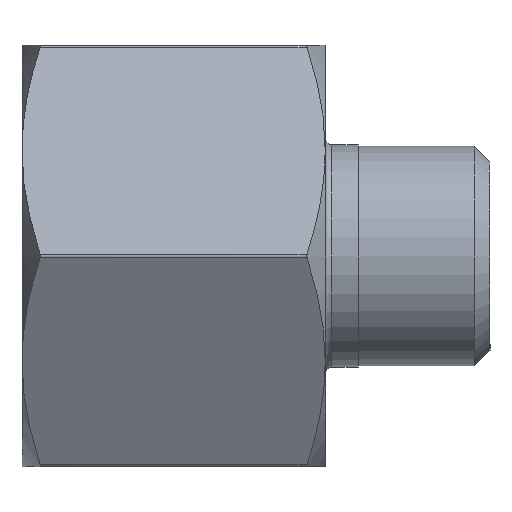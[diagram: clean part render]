
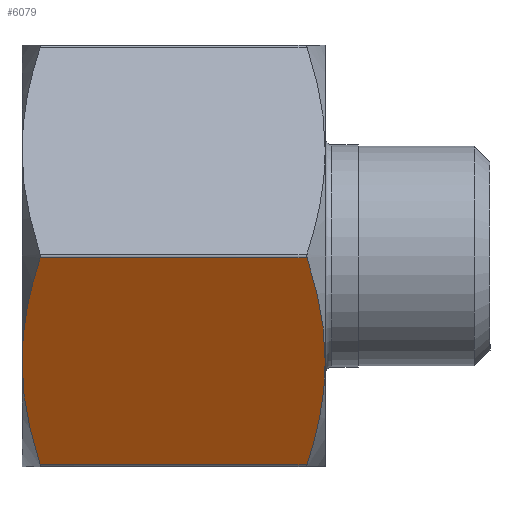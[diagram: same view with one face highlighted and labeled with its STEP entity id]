
A CAD part, front view. The second image highlights one B-rep face of the part: STEP entity #6079.
In plain terms, the highlighted planar face has unit normal (0, -0.866, -0.5).
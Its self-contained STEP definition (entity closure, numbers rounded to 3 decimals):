
#2028 = CARTESIAN_POINT ( 'NONE',  ( 1.379, -18.389, -0.15 ) ) ;
#2048 = CARTESIAN_POINT ( 'NONE',  ( 21.621, -9.324, -15.85 ) ) ;
#2075 = CARTESIAN_POINT ( 'NONE',  ( 0., -13.856, -8. ) ) ;
#2087 = CARTESIAN_POINT ( 'NONE',  ( 1.379, -9.324, -15.85 ) ) ;
#2104 = CARTESIAN_POINT ( 'NONE',  ( 21.621, -18.389, -0.15 ) ) ;
#2107 = CARTESIAN_POINT ( 'NONE',  ( 23., -13.856, -8. ) ) ;
#2443 =( BOUNDED_CURVE ( )  B_SPLINE_CURVE ( 2, ( #8265, #8271, #8272 ),
 .UNSPECIFIED., .F., .T. ) 
 B_SPLINE_CURVE_WITH_KNOTS ( ( 3, 3 ),
 ( 0.387, 1.363 ),
 .UNSPECIFIED. ) 
 CURVE ( )  GEOMETRIC_REPRESENTATION_ITEM ( )  RATIONAL_B_SPLINE_CURVE ( ( 1.029, 1.052, 1. ) ) 
 REPRESENTATION_ITEM ( '' )  );
#2446 =( BOUNDED_CURVE ( )  B_SPLINE_CURVE ( 2, ( #10034, #9989, #9969 ),
 .UNSPECIFIED., .F., .T. ) 
 B_SPLINE_CURVE_WITH_KNOTS ( ( 3, 3 ),
 ( 1.363, 2.339 ),
 .UNSPECIFIED. ) 
 CURVE ( )  GEOMETRIC_REPRESENTATION_ITEM ( )  RATIONAL_B_SPLINE_CURVE ( ( 1., 1.052, 1.029 ) ) 
 REPRESENTATION_ITEM ( '' )  );
#2450 =( BOUNDED_CURVE ( )  B_SPLINE_CURVE ( 2, ( #4619, #4585, #4576 ),
 .UNSPECIFIED., .F., .T. ) 
 B_SPLINE_CURVE_WITH_KNOTS ( ( 3, 3 ),
 ( 0.387, 1.363 ),
 .UNSPECIFIED. ) 
 CURVE ( )  GEOMETRIC_REPRESENTATION_ITEM ( )  RATIONAL_B_SPLINE_CURVE ( ( 1.029, 1.052, 1. ) ) 
 REPRESENTATION_ITEM ( '' )  );
#2456 =( BOUNDED_CURVE ( )  B_SPLINE_CURVE ( 2, ( #10046, #10115, #10059 ),
 .UNSPECIFIED., .F., .T. ) 
 B_SPLINE_CURVE_WITH_KNOTS ( ( 3, 3 ),
 ( 1.363, 2.339 ),
 .UNSPECIFIED. ) 
 CURVE ( )  GEOMETRIC_REPRESENTATION_ITEM ( )  RATIONAL_B_SPLINE_CURVE ( ( 1., 1.052, 1.029 ) ) 
 REPRESENTATION_ITEM ( '' )  );
#2464 = CARTESIAN_POINT ( 'NONE',  ( 11.5, -9.238, -16. ) ) ;
#2481 = DIRECTION ( 'NONE',  ( 0., -0.5, 0.866 ) ) ;
#2499 = DIRECTION ( 'NONE',  ( 0., -0.866, -0.5 ) ) ;
#3242 = PLANE ( 'NONE',  #8655 ) ;
#3249 = FACE_OUTER_BOUND ( 'NONE', #10653, .T. ) ;
#4576 = CARTESIAN_POINT ( 'NONE',  ( 0., -13.856, -8. ) ) ;
#4585 = CARTESIAN_POINT ( 'NONE',  ( 0., -15.965, -4.348 ) ) ;
#4619 = CARTESIAN_POINT ( 'NONE',  ( 1.379, -18.389, -0.15 ) ) ;
#6079 = ADVANCED_FACE ( 'NONE', ( #3249 ), #3242, .T. ) ;
#6656 = EDGE_CURVE ( 'NONE', #11023, #11031, #2446, .T. ) ;
#6675 = EDGE_CURVE ( 'NONE', #11036, #11030, #2456, .T. ) ;
#6706 = EDGE_CURVE ( 'NONE', #11019, #11036, #2443, .T. ) ;
#6728 = EDGE_CURVE ( 'NONE', #11019, #11031, #8552, .T. ) ;
#6764 = EDGE_CURVE ( 'NONE', #10997, #11030, #8807, .T. ) ;
#6775 = EDGE_CURVE ( 'NONE', #10997, #11023, #2450, .T. ) ;
#7227 = ORIENTED_EDGE ( 'NONE', *, *, #6775, .T. ) ;
#7228 = ORIENTED_EDGE ( 'NONE', *, *, #6706, .T. ) ;
#7233 = ORIENTED_EDGE ( 'NONE', *, *, #6675, .T. ) ;
#7239 = ORIENTED_EDGE ( 'NONE', *, *, #6728, .F. ) ;
#7240 = ORIENTED_EDGE ( 'NONE', *, *, #6656, .T. ) ;
#7251 = ORIENTED_EDGE ( 'NONE', *, *, #6764, .F. ) ;
#8265 = CARTESIAN_POINT ( 'NONE',  ( 21.621, -9.324, -15.85 ) ) ;
#8271 = CARTESIAN_POINT ( 'NONE',  ( 23., -11.748, -11.652 ) ) ;
#8272 = CARTESIAN_POINT ( 'NONE',  ( 23., -13.856, -8. ) ) ;
#8507 = CARTESIAN_POINT ( 'NONE',  ( 11.5, -9.324, -15.85 ) ) ;
#8539 = DIRECTION ( 'NONE',  ( -1., 0., 0. ) ) ;
#8552 = LINE ( 'NONE', #8507, #9273 ) ;
#8655 = AXIS2_PLACEMENT_3D ( 'NONE', #2464, #2499, #2481 ) ;
#8752 = CARTESIAN_POINT ( 'NONE',  ( 11.5, -18.389, -0.15 ) ) ;
#8795 = DIRECTION ( 'NONE',  ( 1., 0., 0. ) ) ;
#8807 = LINE ( 'NONE', #8752, #9382 ) ;
#9273 = VECTOR ( 'NONE', #8539, 1000. ) ;
#9382 = VECTOR ( 'NONE', #8795, 1000. ) ;
#9969 = CARTESIAN_POINT ( 'NONE',  ( 1.379, -9.324, -15.85 ) ) ;
#9989 = CARTESIAN_POINT ( 'NONE',  ( 0., -11.748, -11.652 ) ) ;
#10034 = CARTESIAN_POINT ( 'NONE',  ( 0., -13.856, -8. ) ) ;
#10046 = CARTESIAN_POINT ( 'NONE',  ( 23., -13.856, -8. ) ) ;
#10059 = CARTESIAN_POINT ( 'NONE',  ( 21.621, -18.389, -0.15 ) ) ;
#10115 = CARTESIAN_POINT ( 'NONE',  ( 23., -15.965, -4.348 ) ) ;
#10653 = EDGE_LOOP ( 'NONE', ( #7239, #7228, #7233, #7251, #7227, #7240 ) ) ;
#10997 = VERTEX_POINT ( 'NONE', #2028 ) ;
#11019 = VERTEX_POINT ( 'NONE', #2048 ) ;
#11023 = VERTEX_POINT ( 'NONE', #2075 ) ;
#11030 = VERTEX_POINT ( 'NONE', #2104 ) ;
#11031 = VERTEX_POINT ( 'NONE', #2087 ) ;
#11036 = VERTEX_POINT ( 'NONE', #2107 ) ;
